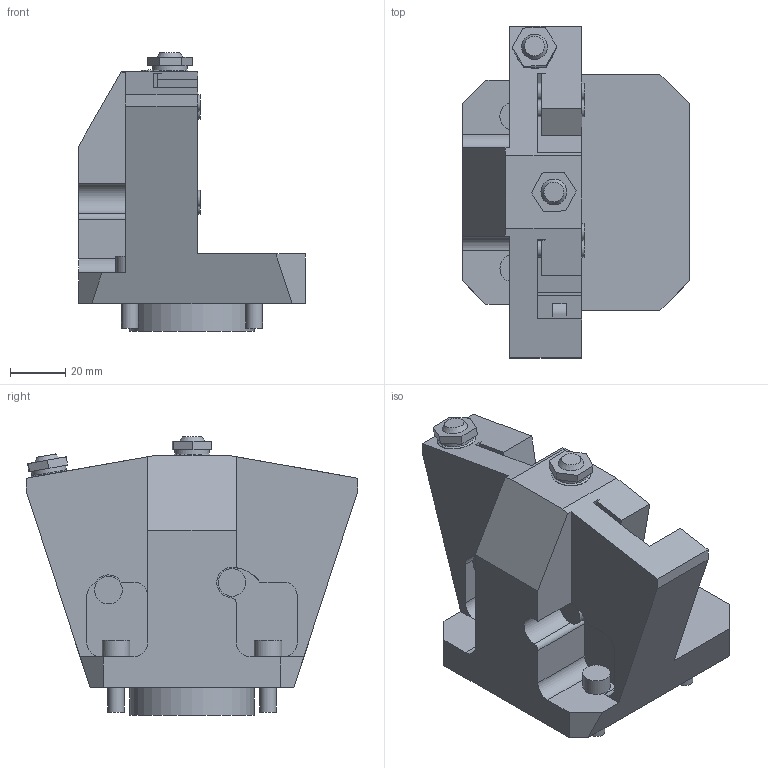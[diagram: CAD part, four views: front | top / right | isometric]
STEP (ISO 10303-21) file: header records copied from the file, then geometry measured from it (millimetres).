
FILE_DESCRIPTION(/* description */ (''),/* implementation_level */ '2;1');
FILE_NAME(/* name */ '10001080096nxv000_00_214.stp',/* time_stamp */ '2022-09-23T08:43:00+02:00',/* author */ (''),/* organization */ (''),/* preprocessor_version */ 'ST-DEVELOPER v16.7',/* originating_system */ 'SIEMENS PLM Software NX 12.0',/* authorisation */ '');
FILE_SCHEMA (('AUTOMOTIVE_DESIGN { 1 0 10303 214 3 1 1 1 }'));
Length unit declared in the file: millimetre
Products named in the file (1): 10001080096nxv000_00
Bounding box: 82 x 120 x 100.78 mm (x, y, z)
Volume: 284452.5 mm3; surface area: 50800.3 mm2
Topology: 1 solids, 1 shells, 132 faces, 345 edges, 236 vertices
Faces by surface type: plane 90, cylinder 38, cone 4
Full cylindrical faces by diameter (mm): 6 x12, 10 x4, 12.6 x2, 14 x2, 45 x1
Entity records: 3808 total; most frequent: DIRECTION 647, CARTESIAN_POINT 645, ORIENTED_EDGE 596, EDGE_CURVE 298, AXIS2_PLACEMENT_3D 216, LINE 215, VECTOR 215, VERTEX_POINT 214
